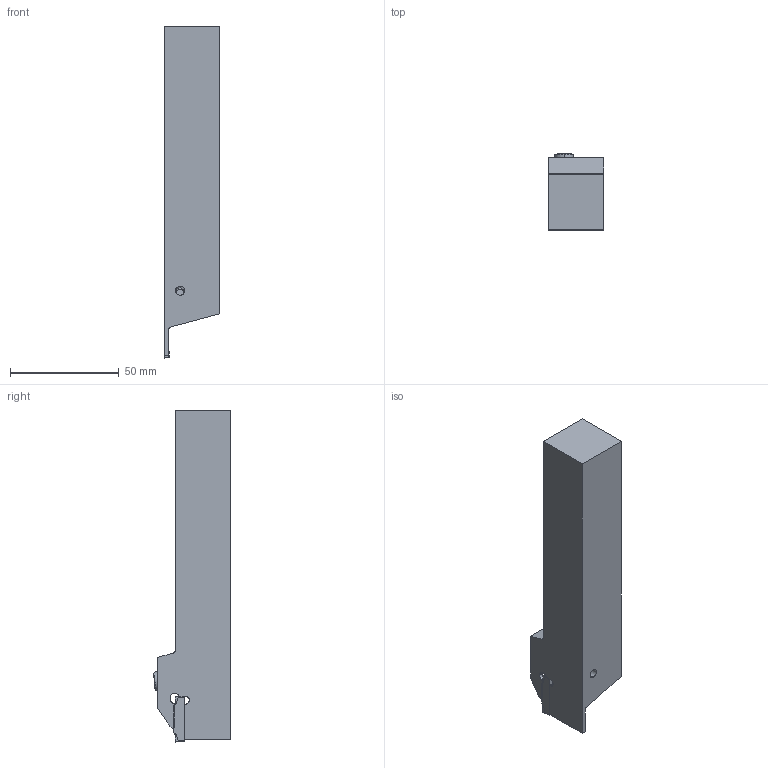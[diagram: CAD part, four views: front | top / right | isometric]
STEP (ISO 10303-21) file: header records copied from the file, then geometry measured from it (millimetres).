
FILE_DESCRIPTION(/* description */ (''),/* implementation_level */ '2;1');
FILE_NAME(/* name */ 'GYQRUS16D00-E20_CW0_094_IR0_008.stp',/* time_stamp */ '2023-03-20T14:54:44+09:00',/* author */ (''),/* organization */ (''),/* preprocessor_version */ 'ST-DEVELOPER v16',/* originating_system */ 'SIEMENS PLM Software NX 10.0',/* authorisation */ '');
FILE_SCHEMA (('AUTOMOTIVE_DESIGN { 1 0 10303 214 3 1 1 1 }'));
Length unit declared in the file: millimetre
Products named in the file (1): GYQRUS16D00-E20_CW0_094_IR0_008_ASM
Bounding box: 25.62 x 35.22 x 152.4 mm (x, y, z)
Volume: 88850 mm3; surface area: 17004.3 mm2
Topology: 2 solids, 3 shells, 98 faces, 292 edges, 232 vertices
Faces by surface type: plane 45, cylinder 30, bspline 8, cone 6, torus 5, extrusion 4
Entity records: 4079 total; most frequent: CARTESIAN_POINT 1414, ORIENTED_EDGE 528, DIRECTION 482, EDGE_CURVE 264, VERTEX_POINT 175, AXIS2_PLACEMENT_3D 165, VECTOR 152, LINE 148
